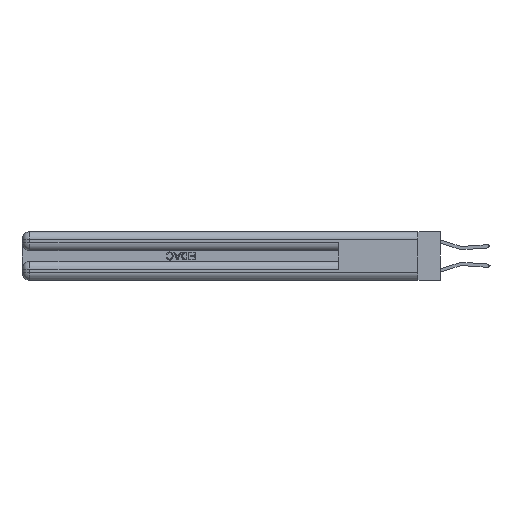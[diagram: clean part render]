
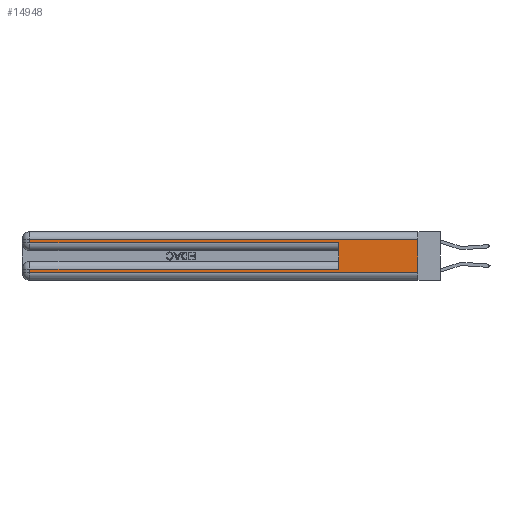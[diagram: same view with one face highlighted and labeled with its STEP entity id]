
A CAD part, left-side view. The second image highlights one B-rep face of the part: STEP entity #14948.
In plain terms, the highlighted planar face has unit normal (-1, 0, 0).
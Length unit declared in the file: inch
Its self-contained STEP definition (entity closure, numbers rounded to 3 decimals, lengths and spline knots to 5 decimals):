
#115 = ORIENTED_EDGE ( 'NONE', *, *, #4775, .T. ) ;
#1576 = VERTEX_POINT ( 'NONE', #25245 ) ;
#2230 = CARTESIAN_POINT ( 'NONE',  ( 0., 2.94, 0.285 ) ) ;
#2262 = VECTOR ( 'NONE', #23095, 39.37008 ) ;
#2273 = VECTOR ( 'NONE', #13134, 39.37008 ) ;
#2961 = VERTEX_POINT ( 'NONE', #2230 ) ;
#2996 = LINE ( 'NONE', #30961, #30854 ) ;
#4023 = DIRECTION ( 'NONE',  ( 0., 0., 1. ) ) ;
#4663 = DIRECTION ( 'NONE',  ( 1., 0., 0. ) ) ;
#4775 = EDGE_CURVE ( 'NONE', #7458, #25895, #30951, .T. ) ;
#5909 = VERTEX_POINT ( 'NONE', #8477 ) ;
#6043 = LINE ( 'NONE', #28282, #34716 ) ;
#6162 = EDGE_CURVE ( 'NONE', #5909, #1576, #2996, .T. ) ;
#6271 = ORIENTED_EDGE ( 'NONE', *, *, #6404, .T. ) ;
#6404 = EDGE_CURVE ( 'NONE', #5909, #31657, #10589, .T. ) ;
#6798 = DIRECTION ( 'NONE',  ( 0., 0., -1. ) ) ;
#6960 = CARTESIAN_POINT ( 'NONE',  ( 0., 0., 0.085 ) ) ;
#7190 = VECTOR ( 'NONE', #20241, 39.37008 ) ;
#7458 = VERTEX_POINT ( 'NONE', #19694 ) ;
#7593 = LINE ( 'NONE', #9888, #29949 ) ;
#7617 = ORIENTED_EDGE ( 'NONE', *, *, #17958, .T. ) ;
#8477 = CARTESIAN_POINT ( 'NONE',  ( 0., 0., 0.31 ) ) ;
#9744 = EDGE_CURVE ( 'NONE', #7458, #32777, #6043, .T. ) ;
#9888 = CARTESIAN_POINT ( 'NONE',  ( 0., 2.94, 0.37 ) ) ;
#10589 = LINE ( 'NONE', #26567, #31256 ) ;
#11174 = ORIENTED_EDGE ( 'NONE', *, *, #9744, .F. ) ;
#11723 = ORIENTED_EDGE ( 'NONE', *, *, #24738, .T. ) ;
#11752 = CARTESIAN_POINT ( 'NONE',  ( 0., 2.94, 0.06 ) ) ;
#13134 = DIRECTION ( 'NONE',  ( 0., -1., 0. ) ) ;
#13155 = DIRECTION ( 'NONE',  ( 0., 1., 0. ) ) ;
#14192 = CARTESIAN_POINT ( 'NONE',  ( 0., 2.94, 0.31 ) ) ;
#14948 = ADVANCED_FACE ( 'NONE', ( #31847 ), #28803, .F. ) ;
#16211 = CARTESIAN_POINT ( 'NONE',  ( 0., 0., 0.06 ) ) ;
#17958 = EDGE_CURVE ( 'NONE', #27296, #1576, #34308, .T. ) ;
#19694 = CARTESIAN_POINT ( 'NONE',  ( 0., 0.6, 0.085 ) ) ;
#19709 = ORIENTED_EDGE ( 'NONE', *, *, #31960, .T. ) ;
#20241 = DIRECTION ( 'NONE',  ( 0., 0., -1. ) ) ;
#20805 = CARTESIAN_POINT ( 'NONE',  ( 0., 0., 0.37 ) ) ;
#22291 = EDGE_CURVE ( 'NONE', #2961, #32777, #22942, .T. ) ;
#22942 = LINE ( 'NONE', #29257, #2273 ) ;
#23095 = DIRECTION ( 'NONE',  ( 0., 1., 0. ) ) ;
#23518 = DIRECTION ( 'NONE',  ( 0., 0., -1. ) ) ;
#23607 = CARTESIAN_POINT ( 'NONE',  ( 0., 0.6, 0.285 ) ) ;
#24738 = EDGE_CURVE ( 'NONE', #31657, #2961, #7593, .T. ) ;
#25245 = CARTESIAN_POINT ( 'NONE',  ( 0., 0., 0.06 ) ) ;
#25654 = CARTESIAN_POINT ( 'NONE',  ( 0., 2.94, 0.37 ) ) ;
#25895 = VERTEX_POINT ( 'NONE', #28036 ) ;
#26284 = VECTOR ( 'NONE', #29759, 39.37008 ) ;
#26567 = CARTESIAN_POINT ( 'NONE',  ( 0., 0., 0.31 ) ) ;
#26998 = LINE ( 'NONE', #25654, #7190 ) ;
#27296 = VERTEX_POINT ( 'NONE', #11752 ) ;
#27366 = ORIENTED_EDGE ( 'NONE', *, *, #22291, .T. ) ;
#27604 = ORIENTED_EDGE ( 'NONE', *, *, #6162, .F. ) ;
#28036 = CARTESIAN_POINT ( 'NONE',  ( 0., 2.94, 0.085 ) ) ;
#28268 = AXIS2_PLACEMENT_3D ( 'NONE', #20805, #4663, #23518 ) ;
#28282 = CARTESIAN_POINT ( 'NONE',  ( 0., 0.6, 0.145 ) ) ;
#28706 = DIRECTION ( 'NONE',  ( 0., 0., -1. ) ) ;
#28803 = PLANE ( 'NONE',  #28268 ) ;
#29257 = CARTESIAN_POINT ( 'NONE',  ( 0., 0., 0.285 ) ) ;
#29759 = DIRECTION ( 'NONE',  ( 0., -1., 0. ) ) ;
#29949 = VECTOR ( 'NONE', #28706, 39.37008 ) ;
#30854 = VECTOR ( 'NONE', #6798, 39.37008 ) ;
#30951 = LINE ( 'NONE', #6960, #2262 ) ;
#30961 = CARTESIAN_POINT ( 'NONE',  ( 0., 0., 0.37 ) ) ;
#31256 = VECTOR ( 'NONE', #13155, 39.37008 ) ;
#31523 = EDGE_LOOP ( 'NONE', ( #27604, #6271, #11723, #27366, #11174, #115, #19709, #7617 ) ) ;
#31657 = VERTEX_POINT ( 'NONE', #14192 ) ;
#31847 = FACE_OUTER_BOUND ( 'NONE', #31523, .T. ) ;
#31960 = EDGE_CURVE ( 'NONE', #25895, #27296, #26998, .T. ) ;
#32777 = VERTEX_POINT ( 'NONE', #23607 ) ;
#34308 = LINE ( 'NONE', #16211, #26284 ) ;
#34716 = VECTOR ( 'NONE', #4023, 39.37008 ) ;
